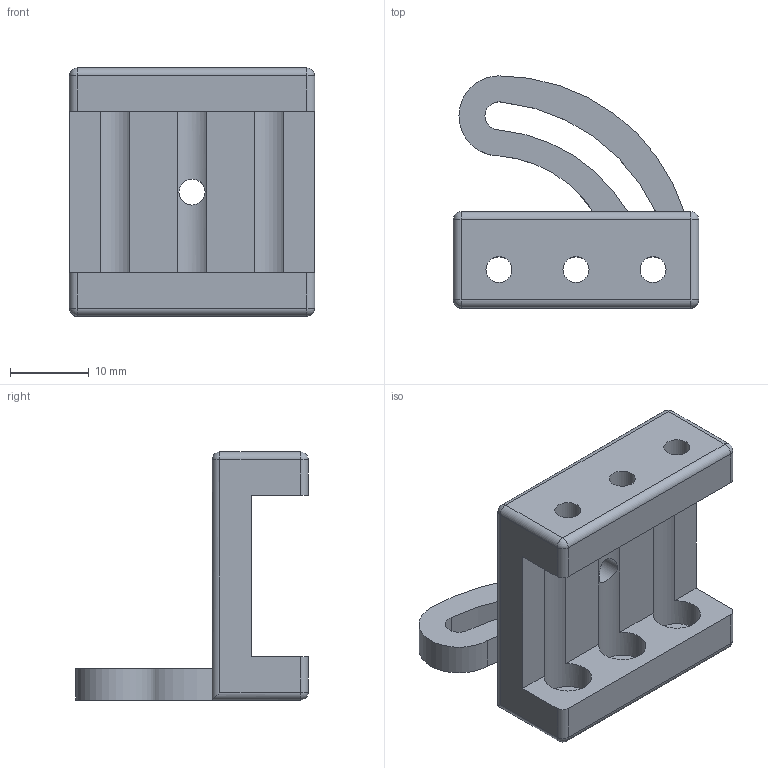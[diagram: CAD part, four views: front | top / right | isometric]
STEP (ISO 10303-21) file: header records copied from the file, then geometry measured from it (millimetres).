
FILE_DESCRIPTION(/* description */ (''),/* implementation_level */ '2;1');
FILE_NAME(/* name */ 'Misumi Variable Mount.stp',/* time_stamp */ '2019-10-08T11:49:56-04:00',/* author */ ('ARY4474'),/* organization */ (''),/* preprocessor_version */ 'ST-DEVELOPER v17',/* originating_system */ 'Autodesk Inventor 2019',/* authorisation */ '');
FILE_SCHEMA (('AUTOMOTIVE_DESIGN { 1 0 10303 214 3 1 1 }'));
Length unit declared in the file: inch
Products named in the file (1): Misumi Variable Mount
Bounding box: 31.16 x 29.49 x 31.5 mm (x, y, z)
Volume: 7308.1 mm3; surface area: 4828.3 mm2
Topology: 1 solids, 1 shells, 55 faces, 142 edges, 88 vertices
Faces by surface type: cylinder 29, plane 20, sphere 6
Full cylindrical faces by diameter (mm): 3.302 x7, 6 x3
Entity records: 1787 total; most frequent: DIRECTION 320, CARTESIAN_POINT 319, ORIENTED_EDGE 284, EDGE_CURVE 142, AXIS2_PLACEMENT_3D 123, VERTEX_POINT 88, LINE 74, VECTOR 74
